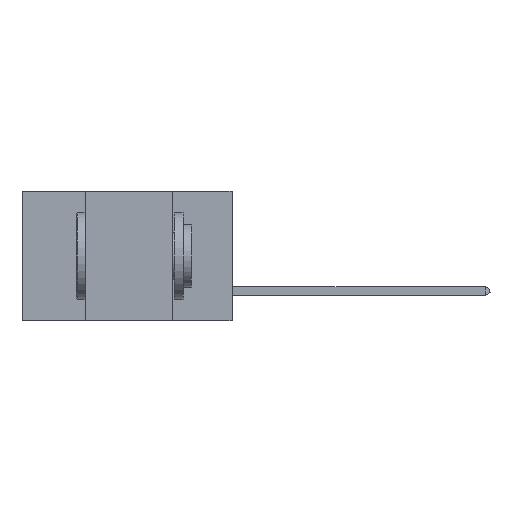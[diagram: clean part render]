
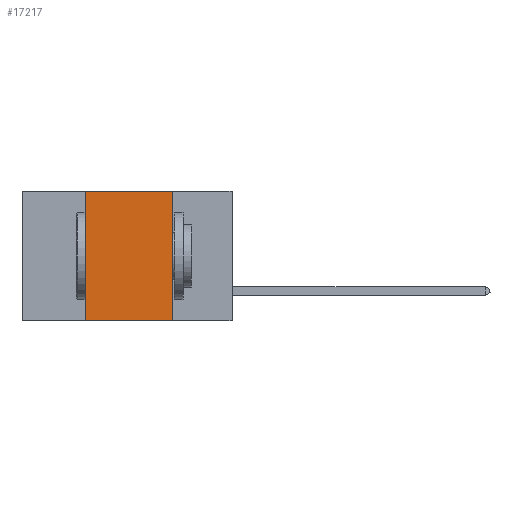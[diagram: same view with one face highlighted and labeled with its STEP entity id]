
A CAD part, left-side view. The second image highlights one B-rep face of the part: STEP entity #17217.
In plain terms, the highlighted planar face has unit normal (-1, 0, 0).
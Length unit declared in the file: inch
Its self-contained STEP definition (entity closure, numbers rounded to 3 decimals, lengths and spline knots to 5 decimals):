
#134 = CARTESIAN_POINT ( 'NONE',  ( 0., 0.17, -0.37 ) ) ;
#555 = VERTEX_POINT ( 'NONE', #134 ) ;
#612 = DIRECTION ( 'NONE',  ( 0., -1., 0. ) ) ;
#4218 = ORIENTED_EDGE ( 'NONE', *, *, #10529, .F. ) ;
#4257 = CARTESIAN_POINT ( 'NONE',  ( 0., 0.6, 0. ) ) ;
#5177 = LINE ( 'NONE', #4257, #13761 ) ;
#5410 = VECTOR ( 'NONE', #12672, 39.37008 ) ;
#5889 = VERTEX_POINT ( 'NONE', #16071 ) ;
#6361 = VECTOR ( 'NONE', #12882, 39.37008 ) ;
#6561 = DIRECTION ( 'NONE',  ( 1., 0., 0. ) ) ;
#6671 = AXIS2_PLACEMENT_3D ( 'NONE', #15310, #6561, #15249 ) ;
#8215 = CARTESIAN_POINT ( 'NONE',  ( 0., 0.42, -0.37 ) ) ;
#9248 = VECTOR ( 'NONE', #612, 39.37008 ) ;
#9358 = ORIENTED_EDGE ( 'NONE', *, *, #17301, .F. ) ;
#10255 = DIRECTION ( 'NONE',  ( 0., -1., 0. ) ) ;
#10529 = EDGE_CURVE ( 'NONE', #16175, #5889, #5177, .T. ) ;
#12657 = EDGE_CURVE ( 'NONE', #17872, #555, #13661, .T. ) ;
#12672 = DIRECTION ( 'NONE',  ( 0., 0., 1. ) ) ;
#12882 = DIRECTION ( 'NONE',  ( 0., 0., -1. ) ) ;
#13312 = LINE ( 'NONE', #18480, #5410 ) ;
#13661 = LINE ( 'NONE', #18506, #9248 ) ;
#13761 = VECTOR ( 'NONE', #10255, 39.37008 ) ;
#14108 = CARTESIAN_POINT ( 'NONE',  ( 0., 0.17, 0. ) ) ;
#14287 = LINE ( 'NONE', #14108, #6361 ) ;
#14750 = FACE_OUTER_BOUND ( 'NONE', #14868, .T. ) ;
#14868 = EDGE_LOOP ( 'NONE', ( #9358, #4218, #15825, #17760 ) ) ;
#15249 = DIRECTION ( 'NONE',  ( 0., 0., -1. ) ) ;
#15310 = CARTESIAN_POINT ( 'NONE',  ( 0., 0.6, 0. ) ) ;
#15825 = ORIENTED_EDGE ( 'NONE', *, *, #19010, .F. ) ;
#16071 = CARTESIAN_POINT ( 'NONE',  ( 0., 0.17, 0. ) ) ;
#16175 = VERTEX_POINT ( 'NONE', #16496 ) ;
#16496 = CARTESIAN_POINT ( 'NONE',  ( 0., 0.42, 0. ) ) ;
#16747 = PLANE ( 'NONE',  #6671 ) ;
#17217 = ADVANCED_FACE ( 'NONE', ( #14750 ), #16747, .F. ) ;
#17301 = EDGE_CURVE ( 'NONE', #5889, #555, #14287, .T. ) ;
#17760 = ORIENTED_EDGE ( 'NONE', *, *, #12657, .T. ) ;
#17872 = VERTEX_POINT ( 'NONE', #8215 ) ;
#18480 = CARTESIAN_POINT ( 'NONE',  ( 0., 0.42, 0. ) ) ;
#18506 = CARTESIAN_POINT ( 'NONE',  ( 0., 0.6, -0.37 ) ) ;
#19010 = EDGE_CURVE ( 'NONE', #17872, #16175, #13312, .T. ) ;
